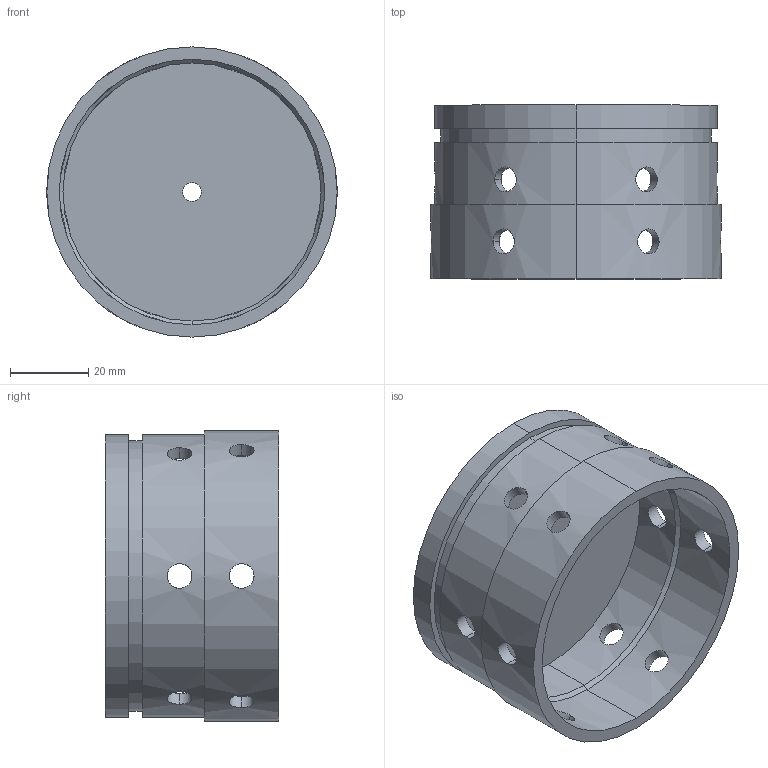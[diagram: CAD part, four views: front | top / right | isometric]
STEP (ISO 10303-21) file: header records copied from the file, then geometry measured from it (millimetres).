
FILE_DESCRIPTION (( 'STEP AP214' ), '1' );
FILE_NAME ('Subscale Kero Bulkhead (Pressure Test).STEP', '2025-02-09T18:40:16', ( '' ), ( '' ), 'SwSTEP 2.0', 'SolidWorks 2024', '' );
FILE_SCHEMA (( 'AUTOMOTIVE_DESIGN' ));
Length unit declared in the file: inch
Products named in the file (1): Subscale Kero Bulkhead (Pressure Test)
Bounding box: 74.3 x 44.45 x 74.3 mm (x, y, z)
Volume: 54252 mm3; surface area: 26471 mm2
Topology: 1 solids, 1 shells, 48 faces, 122 edges, 80 vertices
Faces by surface type: cylinder 38, plane 6, cone 2, sphere 2
Entity records: 2991 total; most frequent: CARTESIAN_POINT 1811, ORIENTED_EDGE 244, DIRECTION 206, EDGE_CURVE 122, AXIS2_PLACEMENT_3D 83, VERTEX_POINT 80, EDGE_LOOP 78, B_SPLINE_CURVE_WITH_KNOTS 48
